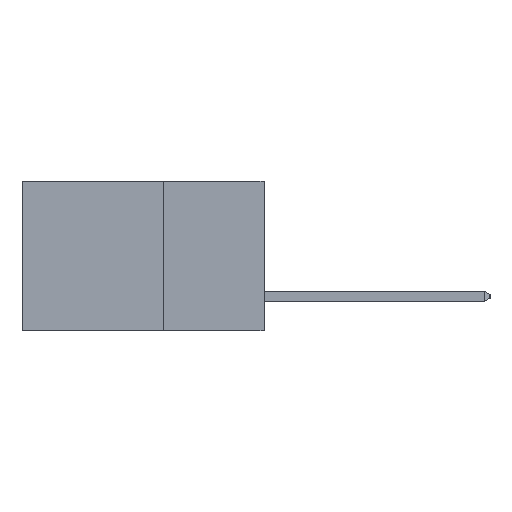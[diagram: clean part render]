
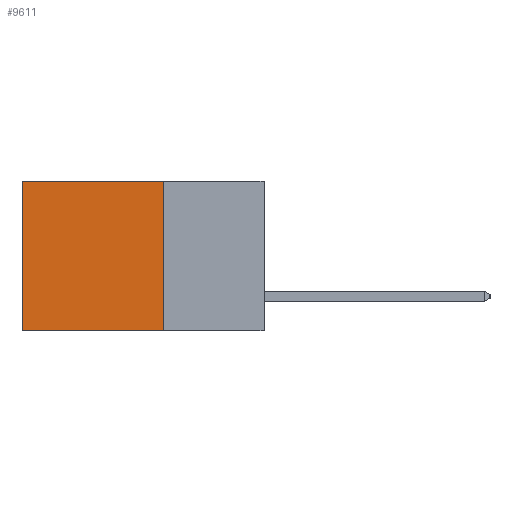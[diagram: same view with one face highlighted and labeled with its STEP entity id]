
A CAD part, left-side view. The second image highlights one B-rep face of the part: STEP entity #9611.
In plain terms, the highlighted planar face has unit normal (-1, 0, 0).
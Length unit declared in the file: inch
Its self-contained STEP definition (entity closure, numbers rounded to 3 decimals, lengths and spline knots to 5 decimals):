
#89 = EDGE_CURVE ( 'NONE', #3379, #3642, #8092, .T. ) ;
#121 = CARTESIAN_POINT ( 'NONE',  ( 0.2615, 0.25, -0.37 ) ) ;
#188 = PLANE ( 'NONE',  #8236 ) ;
#661 = VECTOR ( 'NONE', #2735, 39.37008 ) ;
#1062 = DIRECTION ( 'NONE',  ( 0., 0., -1. ) ) ;
#1294 = VECTOR ( 'NONE', #6673, 39.37008 ) ;
#1792 = VERTEX_POINT ( 'NONE', #121 ) ;
#1819 = DIRECTION ( 'NONE',  ( 0., 1., 0. ) ) ;
#1900 = CARTESIAN_POINT ( 'NONE',  ( 0.2615, 0.25, -0.37 ) ) ;
#1973 = ORIENTED_EDGE ( 'NONE', *, *, #89, .T. ) ;
#2381 = ORIENTED_EDGE ( 'NONE', *, *, #9552, .T. ) ;
#2431 = CARTESIAN_POINT ( 'NONE',  ( 0.2615, 0.6, -0.37 ) ) ;
#2542 = CARTESIAN_POINT ( 'NONE',  ( 0.2615, 0.25, -0.37 ) ) ;
#2735 = DIRECTION ( 'NONE',  ( 0., 0., -1. ) ) ;
#3379 = VERTEX_POINT ( 'NONE', #8361 ) ;
#3642 = VERTEX_POINT ( 'NONE', #8735 ) ;
#4292 = EDGE_CURVE ( 'NONE', #1792, #7992, #6015, .T. ) ;
#4415 = CARTESIAN_POINT ( 'NONE',  ( 0.2615, 0.6, -0.37 ) ) ;
#4941 = FACE_OUTER_BOUND ( 'NONE', #6367, .T. ) ;
#5767 = LINE ( 'NONE', #2542, #1294 ) ;
#5953 = VECTOR ( 'NONE', #9575, 39.37008 ) ;
#6015 = LINE ( 'NONE', #1900, #10126 ) ;
#6111 = DIRECTION ( 'NONE',  ( 1., 0., 0. ) ) ;
#6367 = EDGE_LOOP ( 'NONE', ( #2381, #9245, #6397, #1973 ) ) ;
#6397 = ORIENTED_EDGE ( 'NONE', *, *, #8074, .F. ) ;
#6673 = DIRECTION ( 'NONE',  ( 0., 0., -1. ) ) ;
#7335 = LINE ( 'NONE', #4415, #661 ) ;
#7992 = VERTEX_POINT ( 'NONE', #2431 ) ;
#8074 = EDGE_CURVE ( 'NONE', #3379, #1792, #5767, .T. ) ;
#8092 = LINE ( 'NONE', #9598, #5953 ) ;
#8236 = AXIS2_PLACEMENT_3D ( 'NONE', #8438, #6111, #1062 ) ;
#8361 = CARTESIAN_POINT ( 'NONE',  ( 0.2615, 0.25, 0. ) ) ;
#8438 = CARTESIAN_POINT ( 'NONE',  ( 0.2615, 0.25, -0.37 ) ) ;
#8735 = CARTESIAN_POINT ( 'NONE',  ( 0.2615, 0.6, 0. ) ) ;
#9245 = ORIENTED_EDGE ( 'NONE', *, *, #4292, .F. ) ;
#9552 = EDGE_CURVE ( 'NONE', #3642, #7992, #7335, .T. ) ;
#9575 = DIRECTION ( 'NONE',  ( 0., 1., 0. ) ) ;
#9598 = CARTESIAN_POINT ( 'NONE',  ( 0.2615, 0.25, 0. ) ) ;
#9611 = ADVANCED_FACE ( 'NONE', ( #4941 ), #188, .F. ) ;
#10126 = VECTOR ( 'NONE', #1819, 39.37008 ) ;
